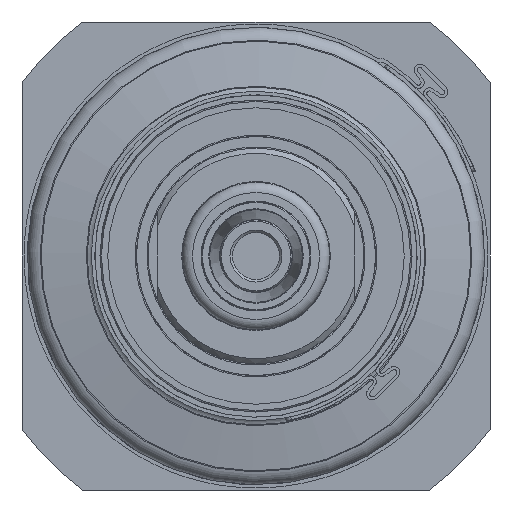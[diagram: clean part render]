
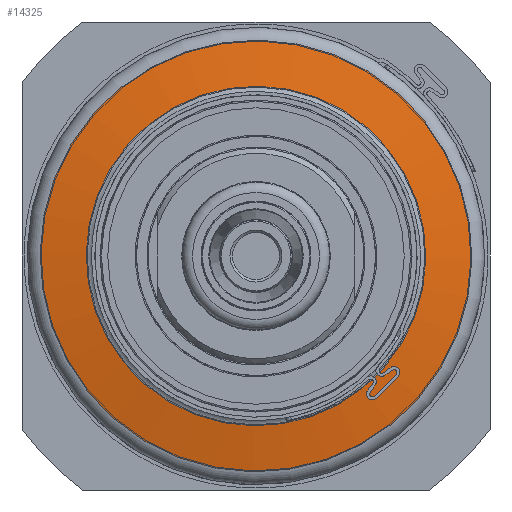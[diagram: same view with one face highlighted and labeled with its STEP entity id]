
A CAD part, left-side view. The second image highlights one B-rep face of the part: STEP entity #14325.
In plain terms, the highlighted conical face has half-angle 80 degrees and reference radius 37.087 mm.
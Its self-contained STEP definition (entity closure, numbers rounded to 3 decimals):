
#1550=CONICAL_SURFACE('',#15462,37.087,80.);
#2236=FACE_BOUND('',#3729,.T.);
#2794=FACE_OUTER_BOUND('',#3728,.T.);
#3728=EDGE_LOOP('',(#9736));
#3729=EDGE_LOOP('',(#9737));
#5003=CIRCLE('',#15461,32.653);
#5004=CIRCLE('',#15463,41.521);
#6107=VERTEX_POINT('',#22414);
#6108=VERTEX_POINT('',#22417);
#7556=EDGE_CURVE('',#6107,#6107,#5003,.T.);
#7557=EDGE_CURVE('',#6108,#6108,#5004,.T.);
#9736=ORIENTED_EDGE('',*,*,#7556,.T.);
#9737=ORIENTED_EDGE('',*,*,#7557,.F.);
#14325=ADVANCED_FACE('',(#2794,#2236),#1550,.T.);
#15461=AXIS2_PLACEMENT_3D('',#22415,#17840,#17841);
#15462=AXIS2_PLACEMENT_3D('',#22416,#17842,#17843);
#15463=AXIS2_PLACEMENT_3D('',#22418,#17844,#17845);
#17840=DIRECTION('center_axis',(1.,0.,0.));
#17841=DIRECTION('ref_axis',(0.,-0.157,
-0.988));
#17842=DIRECTION('center_axis',(1.,0.,0.));
#17843=DIRECTION('ref_axis',(0.,0.988,-0.157));
#17844=DIRECTION('center_axis',(1.,0.,0.));
#17845=DIRECTION('ref_axis',(0.,-0.157,
-0.988));
#22414=CARTESIAN_POINT('',(15.006,32.246,-5.135));
#22415=CARTESIAN_POINT('Origin',(15.006,0.,
0.));
#22416=CARTESIAN_POINT('Origin',(15.788,0.,
0.));
#22417=CARTESIAN_POINT('',(16.57,41.004,-6.53));
#22418=CARTESIAN_POINT('Origin',(16.57,0.,
0.));
